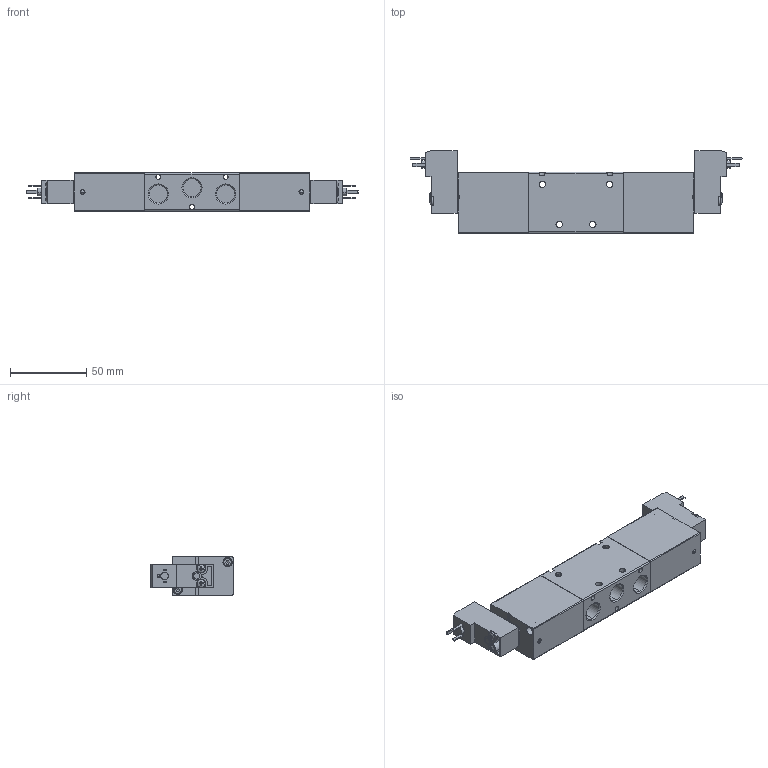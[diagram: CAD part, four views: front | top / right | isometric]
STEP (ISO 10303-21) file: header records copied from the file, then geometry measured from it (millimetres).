
FILE_DESCRIPTION (( 'STEP AP214' ), '1' );
FILE_NAME ('01_184_4.STEP', '2016-01-27T15:05:53', ( '' ), ( '' ), 'SwSTEP 2.0', 'SolidWorks 2016', '' );
FILE_SCHEMA (( 'AUTOMOTIVE_DESIGN' ));
Length unit declared in the file: millimetre
Products named in the file (1): 01_184_4
Bounding box: 217.2 x 53.9 x 25 mm (x, y, z)
Volume: 168254.7 mm3; surface area: 41104.6 mm2
Topology: 17 solids, 17 shells, 607 faces, 1504 edges, 945 vertices
Faces by surface type: plane 340, cylinder 126, cone 75, torus 24, sphere 21, bspline 21
Entity records: 21737 total; most frequent: CARTESIAN_POINT 5711, DIRECTION 2980, ORIENTED_EDGE 2890, EDGE_CURVE 1445, AXIS2_PLACEMENT_3D 1092, VERTEX_POINT 921, VECTOR 796, LINE 796
